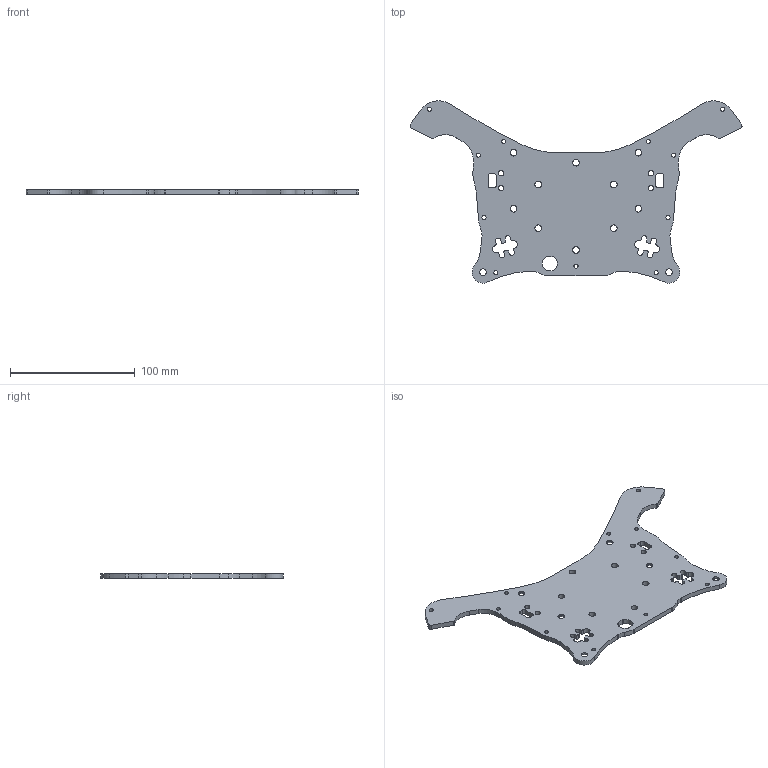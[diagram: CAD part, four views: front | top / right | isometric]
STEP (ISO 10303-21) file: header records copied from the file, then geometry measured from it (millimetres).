
FILE_DESCRIPTION(/* description */ (''),/* implementation_level */ '2;1');
FILE_NAME(/* name */ 'PE_FGT_BackPlate.step',/* time_stamp */ '2023-11-15T13:59:48+01:00',/* author */ (''),/* organization */ (''),/* preprocessor_version */ 'ST-DEVELOPER v20',/* originating_system */ 'Autodesk Translation Framework v12.14.0.127',/* authorisation */ '');
FILE_SCHEMA (('AUTOMOTIVE_DESIGN { 1 0 10303 214 3 1 1 }'));
Length unit declared in the file: millimetre
Products named in the file (1): Backplate
Bounding box: 266.24 x 146.05 x 4 mm (x, y, z)
Volume: 72924.8 mm3; surface area: 42370.4 mm2
Topology: 1 solids, 1 shells, 170 faces, 487 edges, 319 vertices
Faces by surface type: cylinder 107, plane 42, cone 17, bspline 4
Full cylindrical faces by diameter (mm): 3.3 x11, 4.3 x4, 5.3 x12
Entity records: 5879 total; most frequent: CARTESIAN_POINT 1077, DIRECTION 1044, ORIENTED_EDGE 974, EDGE_CURVE 487, AXIS2_PLACEMENT_3D 398, VERTEX_POINT 319, LINE 248, VECTOR 248
